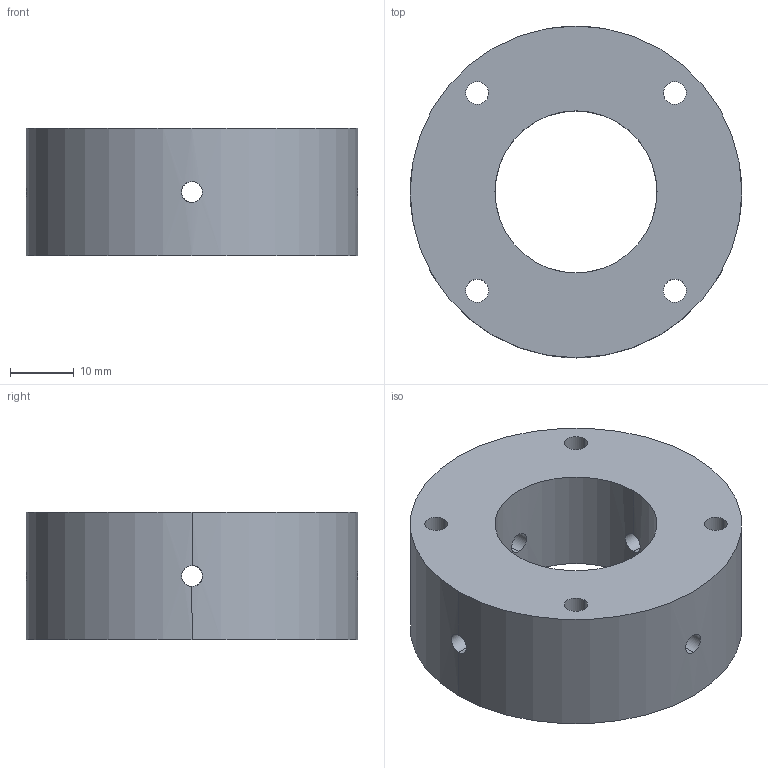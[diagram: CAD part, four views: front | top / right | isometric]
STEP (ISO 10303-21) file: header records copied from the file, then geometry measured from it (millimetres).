
FILE_DESCRIPTION (( 'STEP AP214' ), '1' );
FILE_NAME ('J5 motor mount.STEP', '2023-08-09T22:12:41', ( '' ), ( '' ), 'SwSTEP 2.0', 'SolidWorks 2021', '' );
FILE_SCHEMA (( 'AUTOMOTIVE_DESIGN' ));
Length unit declared in the file: millimetre
Products named in the file (1): J5 motor mount
Bounding box: 52 x 52 x 20 mm (x, y, z)
Volume: 27862.5 mm3; surface area: 9736.2 mm2
Topology: 1 solids, 1 shells, 44 faces, 125 edges, 79 vertices
Faces by surface type: cylinder 35, plane 7, cone 2
Entity records: 1899 total; most frequent: CARTESIAN_POINT 671, DIRECTION 259, ORIENTED_EDGE 246, EDGE_CURVE 123, AXIS2_PLACEMENT_3D 107, VERTEX_POINT 79, CIRCLE 62, EDGE_LOOP 60
